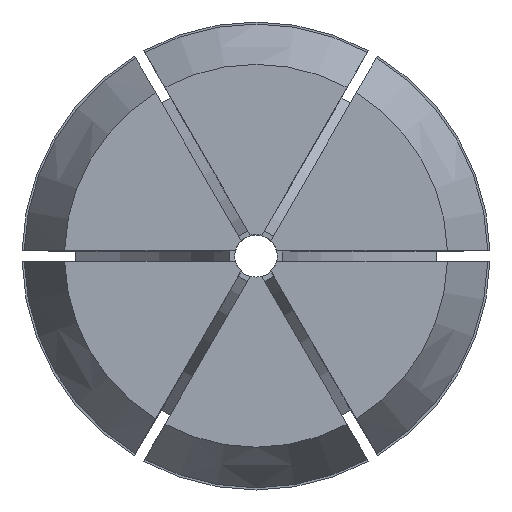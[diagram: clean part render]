
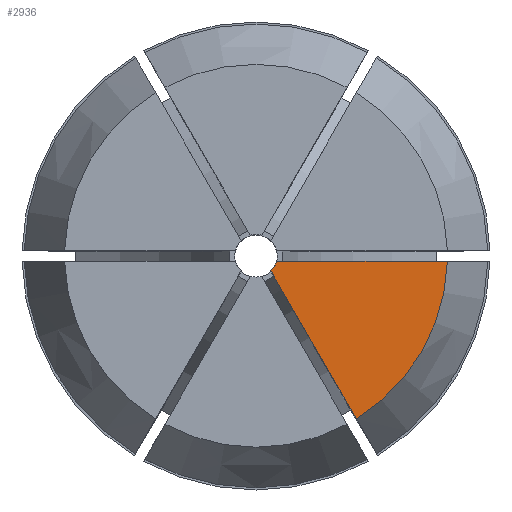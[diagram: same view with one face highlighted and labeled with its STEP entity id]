
A CAD part, top view. The second image highlights one B-rep face of the part: STEP entity #2936.
In plain terms, the highlighted planar face has unit normal (0, 0, 1).
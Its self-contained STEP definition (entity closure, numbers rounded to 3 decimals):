
#39 = EDGE_CURVE ( 'NONE', #937, #278, #2584, .T. ) ;
#78 = EDGE_CURVE ( 'NONE', #937, #1107, #756, .T. ) ;
#135 = CARTESIAN_POINT ( 'NONE',  ( 0., -0.375, 40. ) ) ;
#246 = DIRECTION ( 'NONE',  ( 0., 0., 1. ) ) ;
#278 = VERTEX_POINT ( 'NONE', #2410 ) ;
#458 = CARTESIAN_POINT ( 'NONE',  ( 0., 0., 40. ) ) ;
#475 = EDGE_LOOP ( 'NONE', ( #2869, #1569, #3411, #2502 ) ) ;
#487 = CARTESIAN_POINT ( 'NONE',  ( 0., 0., 40. ) ) ;
#527 = CARTESIAN_POINT ( 'NONE',  ( 7.072, -11.499, 40. ) ) ;
#598 = PLANE ( 'NONE',  #643 ) ;
#643 = AXIS2_PLACEMENT_3D ( 'NONE', #3295, #246, #3030 ) ;
#756 = CIRCLE ( 'NONE', #3363, 13.499 ) ;
#926 = DIRECTION ( 'NONE',  ( -1., 0., 0. ) ) ;
#937 = VERTEX_POINT ( 'NONE', #1015 ) ;
#943 = AXIS2_PLACEMENT_3D ( 'NONE', #487, #1331, #1045 ) ;
#977 = DIRECTION ( 'NONE',  ( 0., 0., -1. ) ) ;
#1015 = CARTESIAN_POINT ( 'NONE',  ( 13.494, -0.375, 40. ) ) ;
#1045 = DIRECTION ( 'NONE',  ( 1., 0., 0. ) ) ;
#1107 = VERTEX_POINT ( 'NONE', #527 ) ;
#1273 = CARTESIAN_POINT ( 'NONE',  ( -5.521, 10.312, 40. ) ) ;
#1331 = DIRECTION ( 'NONE',  ( 0., 0., 1. ) ) ;
#1472 = LINE ( 'NONE', #1273, #2064 ) ;
#1569 = ORIENTED_EDGE ( 'NONE', *, *, #2728, .T. ) ;
#1601 = DIRECTION ( 'NONE',  ( 0.5, -0.866, 0. ) ) ;
#2064 = VECTOR ( 'NONE', #1601, 1000. ) ;
#2272 = CARTESIAN_POINT ( 'NONE',  ( 1.051, -1.07, 40. ) ) ;
#2410 = CARTESIAN_POINT ( 'NONE',  ( 1.452, -0.375, 40. ) ) ;
#2502 = ORIENTED_EDGE ( 'NONE', *, *, #39, .T. ) ;
#2584 = LINE ( 'NONE', #135, #2967 ) ;
#2699 = VERTEX_POINT ( 'NONE', #2272 ) ;
#2728 = EDGE_CURVE ( 'NONE', #2699, #1107, #1472, .T. ) ;
#2852 = FACE_OUTER_BOUND ( 'NONE', #475, .T. ) ;
#2863 = DIRECTION ( 'NONE',  ( -1., 0., 0. ) ) ;
#2869 = ORIENTED_EDGE ( 'NONE', *, *, #3276, .F. ) ;
#2936 = ADVANCED_FACE ( 'NONE', ( #2852 ), #598, .T. ) ;
#2967 = VECTOR ( 'NONE', #926, 1000. ) ;
#3030 = DIRECTION ( 'NONE',  ( 1., 0., 0. ) ) ;
#3276 = EDGE_CURVE ( 'NONE', #2699, #278, #3280, .T. ) ;
#3280 = CIRCLE ( 'NONE', #943, 1.5 ) ;
#3295 = CARTESIAN_POINT ( 'NONE',  ( 0., 13.499, 40. ) ) ;
#3363 = AXIS2_PLACEMENT_3D ( 'NONE', #458, #977, #2863 ) ;
#3411 = ORIENTED_EDGE ( 'NONE', *, *, #78, .F. ) ;
